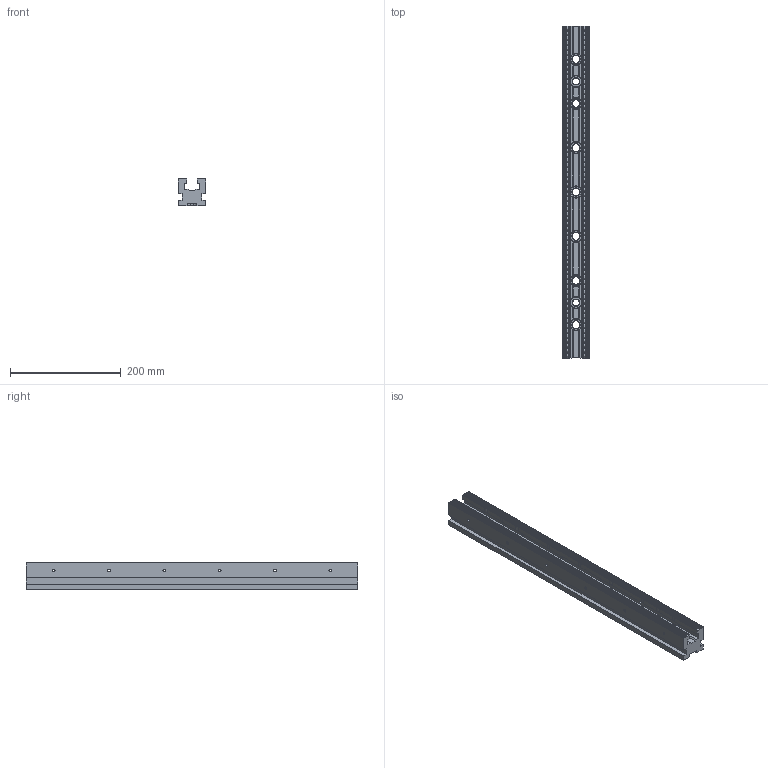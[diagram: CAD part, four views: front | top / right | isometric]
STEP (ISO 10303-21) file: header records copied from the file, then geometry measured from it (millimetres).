
FILE_DESCRIPTION( ( 'Unknown' ), '1' );
FILE_NAME( 'SVF-AB01-5060-080.stp', 'Unknown', ( 'Unknown' ), ( 'Unknown' ), 'PSStep 17.0.49', 'Unknown', ' ' );
FILE_SCHEMA( ( 'AUTOMOTIVE_DESIGN { 1 0 10303 214 1 1 1 1 }' ) );
Length unit declared in the file: millimetre
Products named in the file (1): 1
Bounding box: 50 x 600 x 50 mm (x, y, z)
Volume: 1029953.4 mm3; surface area: 192327.9 mm2
Topology: 1 solids, 1 shells, 2594 faces, 7779 edges, 5187 vertices
Faces by surface type: plane 2484, cone 56, cylinder 54
Full cylindrical faces by diameter (mm): 5 x14, 12 x2, 14 x7, 20 x9
Entity records: 106178 total; most frequent: CARTESIAN_POINT 15659, ORIENTED_EDGE 15386, DIRECTION 13036, EDGE_CURVE 7693, LINE 7396, VECTOR 7396, VERTEX_POINT 5155, AXIS2_PLACEMENT_3D 2820
